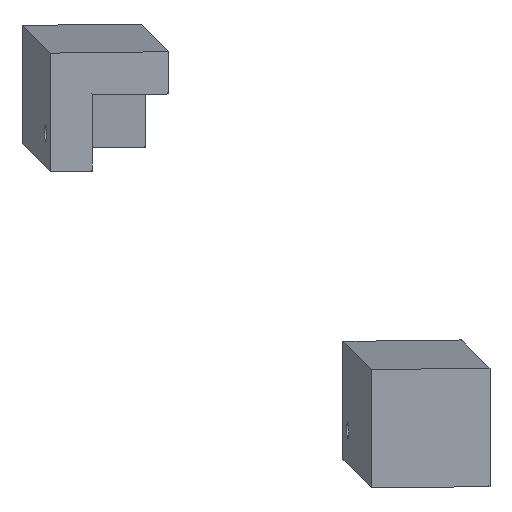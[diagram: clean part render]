
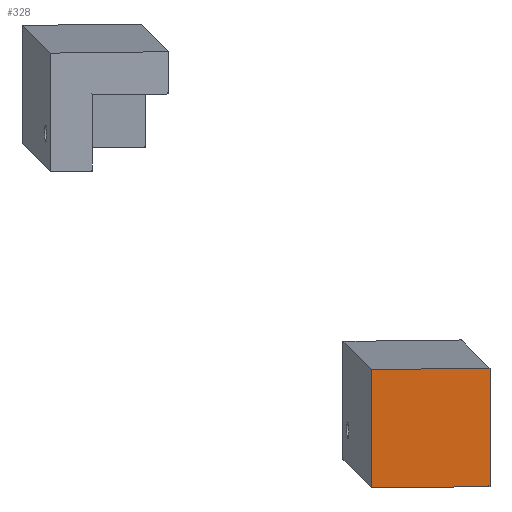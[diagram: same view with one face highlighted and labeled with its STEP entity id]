
A CAD part, top view. The second image highlights one B-rep face of the part: STEP entity #328.
In plain terms, the highlighted planar face has unit normal (0.11, -0.11, 0.988).
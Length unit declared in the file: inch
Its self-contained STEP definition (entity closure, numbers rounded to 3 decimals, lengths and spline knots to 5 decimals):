
#15 = PLANE ( 'NONE',  #132 ) ;
#56 = VECTOR ( 'NONE', #673, 39.37008 ) ;
#60 = VERTEX_POINT ( 'NONE', #372 ) ;
#62 = CARTESIAN_POINT ( 'NONE',  ( -1.51945, 2.02771, -3.79659 ) ) ;
#102 = EDGE_CURVE ( 'NONE', #568, #232, #161, .T. ) ;
#130 = ORIENTED_EDGE ( 'NONE', *, *, #102, .F. ) ;
#132 = AXIS2_PLACEMENT_3D ( 'NONE', #62, #626, #288 ) ;
#136 = ORIENTED_EDGE ( 'NONE', *, *, #650, .F. ) ;
#138 = DIRECTION ( 'NONE',  ( -0.994, -0.012, 0.109 ) ) ;
#151 = EDGE_LOOP ( 'NONE', ( #162, #136, #130, #563 ) ) ;
#161 = LINE ( 'NONE', #717, #701 ) ;
#162 = ORIENTED_EDGE ( 'NONE', *, *, #625, .T. ) ;
#208 = DIRECTION ( 'NONE',  ( 0., 0.994, 0.11 ) ) ;
#232 = VERTEX_POINT ( 'NONE', #398 ) ;
#288 = DIRECTION ( 'NONE',  ( 0., -0.994, -0.11 ) ) ;
#293 = VECTOR ( 'NONE', #208, 39.37008 ) ;
#316 = CARTESIAN_POINT ( 'NONE',  ( -2.21522, 2.01922, -3.72024 ) ) ;
#328 = ADVANCED_FACE ( 'NONE', ( #349 ), #15, .T. ) ;
#339 = VECTOR ( 'NONE', #138, 39.37008 ) ;
#349 = FACE_OUTER_BOUND ( 'NONE', #151, .T. ) ;
#372 = CARTESIAN_POINT ( 'NONE',  ( -2.21522, 2.71494, -3.64294 ) ) ;
#394 = VERTEX_POINT ( 'NONE', #416 ) ;
#398 = CARTESIAN_POINT ( 'NONE',  ( -2.21522, 2.01922, -3.72024 ) ) ;
#416 = CARTESIAN_POINT ( 'NONE',  ( -1.51945, 2.72343, -3.71929 ) ) ;
#462 = CARTESIAN_POINT ( 'NONE',  ( -1.51945, 2.72343, -3.71929 ) ) ;
#543 = LINE ( 'NONE', #316, #293 ) ;
#551 = DIRECTION ( 'NONE',  ( -0.994, -0.012, 0.109 ) ) ;
#563 = ORIENTED_EDGE ( 'NONE', *, *, #567, .T. ) ;
#567 = EDGE_CURVE ( 'NONE', #568, #394, #668, .T. ) ;
#568 = VERTEX_POINT ( 'NONE', #611 ) ;
#611 = CARTESIAN_POINT ( 'NONE',  ( -1.51945, 2.02771, -3.79659 ) ) ;
#623 = CARTESIAN_POINT ( 'NONE',  ( -1.51945, 2.02771, -3.79659 ) ) ;
#625 = EDGE_CURVE ( 'NONE', #394, #60, #634, .T. ) ;
#626 = DIRECTION ( 'NONE',  ( 0.11, -0.11, 0.988 ) ) ;
#634 = LINE ( 'NONE', #462, #339 ) ;
#650 = EDGE_CURVE ( 'NONE', #232, #60, #543, .T. ) ;
#668 = LINE ( 'NONE', #623, #56 ) ;
#673 = DIRECTION ( 'NONE',  ( 0., 0.994, 0.11 ) ) ;
#701 = VECTOR ( 'NONE', #551, 39.37008 ) ;
#717 = CARTESIAN_POINT ( 'NONE',  ( -1.51945, 2.02771, -3.79659 ) ) ;
